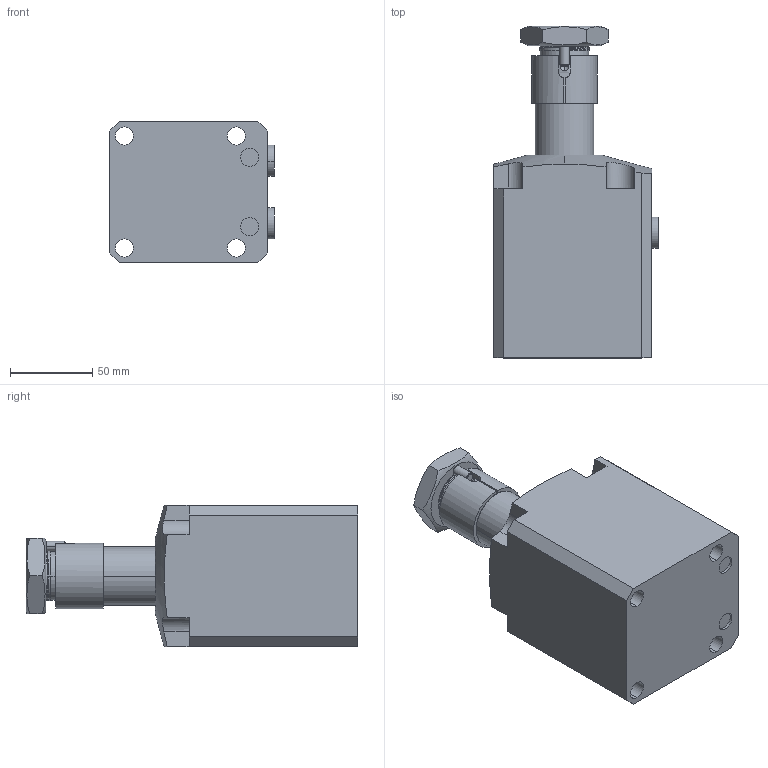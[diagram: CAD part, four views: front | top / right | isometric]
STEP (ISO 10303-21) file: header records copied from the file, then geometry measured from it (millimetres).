
FILE_DESCRIPTION (( 'STEP AP203' ), '1' );
FILE_NAME ('CBTU-16L-90.STEP', '2019-03-29T02:20:38', ( '' ), ( '' ), 'SwSTEP 2.0', 'SolidWorks 2017', '' );
FILE_SCHEMA (( 'CONFIG_CONTROL_DESIGN' ));
Length unit declared in the file: millimetre
Products named in the file (7): CBTU16掛极; CBTU16蹟譫; CBTU16袪杶; CBTU-16L-90; CBTU16隅弇种; CBTU16活塞杆; 囀鞠褒黑芛郔陔1-4
Assembly tree (7 placements, depth 2):
  CBTU-16L-90
    CBTU16掛极
    CBTU16活塞杆
    CBTU16蹟譫
    CBTU16袪杶
    囀鞠褒黑芛郔陔1-4  x2
    CBTU16隅弇种
Bounding box: 100 x 201.5 x 86 mm (x, y, z)
Volume: 1039541 mm3; surface area: 110727.5 mm2
Topology: 7 solids, 7 shells, 175 faces, 423 edges, 275 vertices
Faces by surface type: plane 77, cylinder 71, cone 19, torus 4, sphere 2, bspline 2
Entity records: 6863 total; most frequent: CARTESIAN_POINT 2510, ORIENTED_EDGE 770, DIRECTION 724, EDGE_CURVE 385, AXIS2_PLACEMENT_3D 271, VERTEX_POINT 251, LINE 182, VECTOR 182
